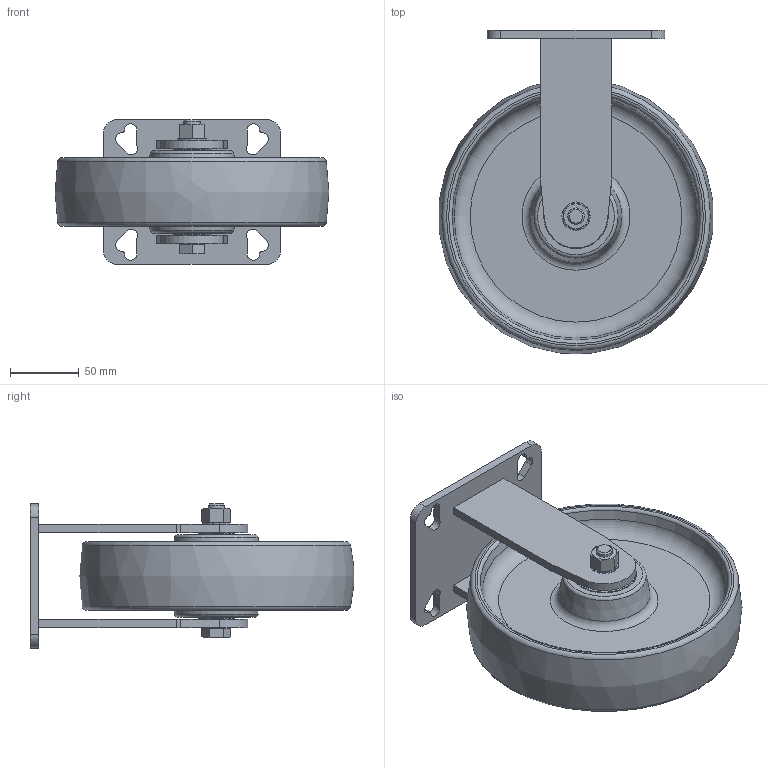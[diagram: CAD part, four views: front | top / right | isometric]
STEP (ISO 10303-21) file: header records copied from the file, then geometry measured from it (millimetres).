
FILE_DESCRIPTION(/* description */ (''),/* implementation_level */ '2;1');
FILE_NAME(/* name */ '1029635.stp',/* time_stamp */ '2024-11-21T10:28:39+01:00',/* author */ ('Bo'),/* organization */ (''),/* preprocessor_version */ 'ST-DEVELOPER v20',/* originating_system */ 'Autodesk Inventor 2025',/* authorisation */ ' ');
FILE_SCHEMA (('AUTOMOTIVE_DESIGN { 1 0 10303 214 3 1 1 }'));
Length unit declared in the file: inch
Products named in the file (7): 1029635; 1029635-1; 1029635-2; 1029635-3; 1029635-4; 1029635-5; 1029635-6
Assembly tree (6 placements, depth 2):
  1029635
    1029635-1
    1029635-2
    1029635-3
    1029635-4
    1029635-5
    1029635-6
Bounding box: 198.74 x 234.72 x 105 mm (x, y, z)
Volume: 963447.4 mm3; surface area: 185997.7 mm2
Topology: 6 solids, 6 shells, 257 faces, 617 edges, 388 vertices
Faces by surface type: plane 128, cylinder 44, cone 37, bspline 30, torus 17, sphere 1
Full cylindrical faces by diameter (mm): 10.2 x1, 12 x2, 12.5 x4, 13 x1, 18 x1, 20 x3, 26.5 x2, 28.6 x2, 38.6 x2
Entity records: 8039 total; most frequent: CARTESIAN_POINT 1857, ORIENTED_EDGE 1234, DIRECTION 1219, EDGE_CURVE 617, AXIS2_PLACEMENT_3D 458, VERTEX_POINT 388, LINE 303, VECTOR 303
